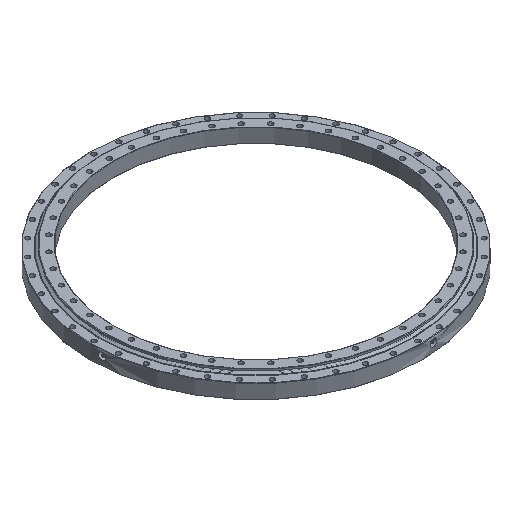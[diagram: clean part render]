
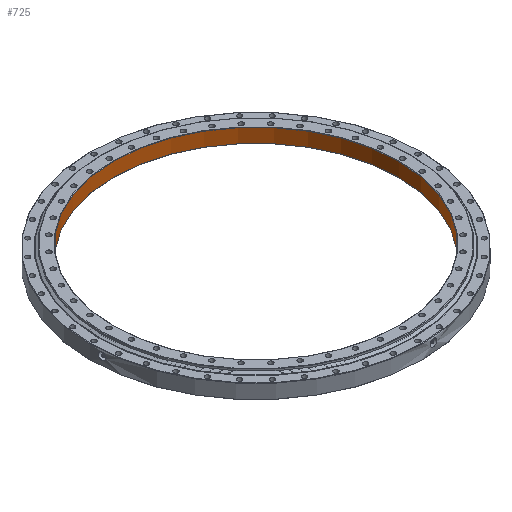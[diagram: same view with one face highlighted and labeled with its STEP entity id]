
A CAD part, isometric view. The second image highlights one B-rep face of the part: STEP entity #725.
In plain terms, the highlighted cylindrical face has radius 436 mm (diameter 872 mm), a full revolution.
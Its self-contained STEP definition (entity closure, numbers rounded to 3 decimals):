
#503 = EDGE_LOOP ( 'NONE', ( #5176 ) ) ;
#674 = AXIS2_PLACEMENT_3D ( 'NONE', #4163, #705, #4737 ) ;
#705 = DIRECTION ( 'NONE',  ( 0., 0., 1. ) ) ;
#725 = ADVANCED_FACE ( 'NONE', ( #6719, #2133 ), #6539, .F. ) ;
#1008 = AXIS2_PLACEMENT_3D ( 'NONE', #6188, #2150, #5609 ) ;
#1252 = EDGE_CURVE ( 'NONE', #5453, #5453, #6528, .T. ) ;
#1304 = DIRECTION ( 'NONE',  ( 1., 0., 0. ) ) ;
#2133 = FACE_OUTER_BOUND ( 'NONE', #5287, .T. ) ;
#2150 = DIRECTION ( 'NONE',  ( 0., 0., -1. ) ) ;
#2563 = EDGE_CURVE ( 'NONE', #5518, #5518, #4694, .T. ) ;
#3060 = DIRECTION ( 'NONE',  ( 0., 0., 1. ) ) ;
#3620 = AXIS2_PLACEMENT_3D ( 'NONE', #5334, #3060, #1304 ) ;
#3718 = CARTESIAN_POINT ( 'NONE',  ( 436., 0., -15.5 ) ) ;
#4163 = CARTESIAN_POINT ( 'NONE',  ( 0., 0., 27. ) ) ;
#4694 = CIRCLE ( 'NONE', #674, 436. ) ;
#4737 = DIRECTION ( 'NONE',  ( -1., 0., 0. ) ) ;
#4939 = CARTESIAN_POINT ( 'NONE',  ( -436., 0., 27. ) ) ;
#5176 = ORIENTED_EDGE ( 'NONE', *, *, #2563, .T. ) ;
#5287 = EDGE_LOOP ( 'NONE', ( #6938 ) ) ;
#5334 = CARTESIAN_POINT ( 'NONE',  ( 0., 0., 0. ) ) ;
#5453 = VERTEX_POINT ( 'NONE', #3718 ) ;
#5518 = VERTEX_POINT ( 'NONE', #4939 ) ;
#5609 = DIRECTION ( 'NONE',  ( 1., 0., 0. ) ) ;
#6188 = CARTESIAN_POINT ( 'NONE',  ( 0., 0., -15.5 ) ) ;
#6528 = CIRCLE ( 'NONE', #1008, 436. ) ;
#6539 = CYLINDRICAL_SURFACE ( 'NONE', #3620, 436. ) ;
#6719 = FACE_OUTER_BOUND ( 'NONE', #503, .T. ) ;
#6938 = ORIENTED_EDGE ( 'NONE', *, *, #1252, .T. ) ;
